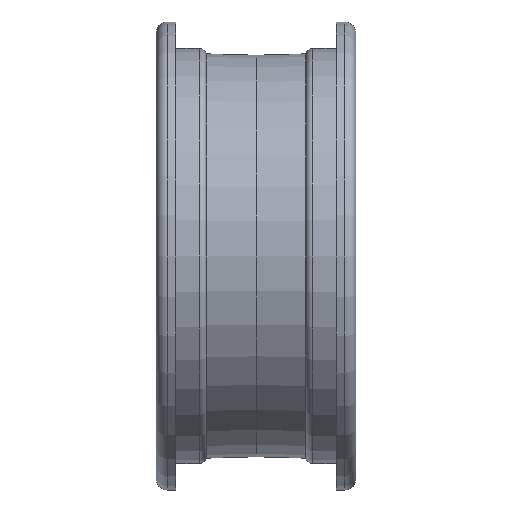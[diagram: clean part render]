
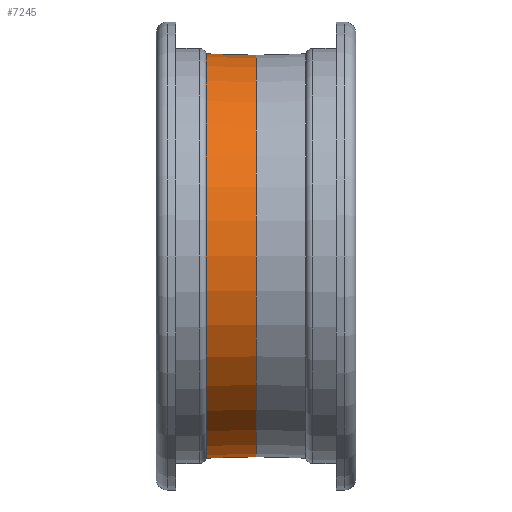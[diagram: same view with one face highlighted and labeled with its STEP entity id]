
A CAD part, front view. The second image highlights one B-rep face of the part: STEP entity #7245.
In plain terms, the highlighted conical face has half-angle 1.5 degrees and reference radius 45.72 mm.
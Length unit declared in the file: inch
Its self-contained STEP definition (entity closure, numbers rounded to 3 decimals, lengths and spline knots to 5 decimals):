
#210 = DIRECTION ( 'NONE',  ( 0., 0., 1. ) ) ;
#211 = DIRECTION ( 'NONE',  ( 1., 0., 0. ) ) ;
#212 = CARTESIAN_POINT ( 'NONE',  ( 0.44842, 0., 0. ) ) ;
#213 = AXIS2_PLACEMENT_3D ( 'NONE', #212, #211, #210 ) ;
#216 = DIRECTION ( 'NONE',  ( -1., 0., -0.026 ) ) ;
#217 = VECTOR ( 'NONE', #216, 39.37008 ) ;
#218 = CARTESIAN_POINT ( 'NONE',  ( 0.895, 0., -1.8 ) ) ;
#219 = DIRECTION ( 'NONE',  ( -1., 0., 0.026 ) ) ;
#220 = VECTOR ( 'NONE', #219, 39.37008 ) ;
#221 = CARTESIAN_POINT ( 'NONE',  ( 0.895, 0., 1.8 ) ) ;
#222 = LINE ( 'NONE', #221, #220 ) ;
#223 = CIRCLE ( 'NONE', #213, 1.81169 ) ;
#227 = LINE ( 'NONE', #218, #217 ) ;
#241 = CONICAL_SURFACE ( 'NONE', #263, 1.8, 0.026 ) ;
#242 = FACE_OUTER_BOUND ( 'NONE', #7246, .T. ) ;
#249 = CARTESIAN_POINT ( 'NONE',  ( 0.895, 0., -1.8 ) ) ;
#253 = CARTESIAN_POINT ( 'NONE',  ( 0.895, 0., 1.8 ) ) ;
#263 = AXIS2_PLACEMENT_3D ( 'NONE', #292, #291, #290 ) ;
#276 = DIRECTION ( 'NONE',  ( 0., 0., -1. ) ) ;
#277 = DIRECTION ( 'NONE',  ( 1., 0., 0. ) ) ;
#278 = CARTESIAN_POINT ( 'NONE',  ( 0.895, 0., 0. ) ) ;
#279 = AXIS2_PLACEMENT_3D ( 'NONE', #278, #277, #276 ) ;
#280 = CIRCLE ( 'NONE', #279, 1.8 ) ;
#290 = DIRECTION ( 'NONE',  ( 0., 0., -1. ) ) ;
#291 = DIRECTION ( 'NONE',  ( -1., 0., 0. ) ) ;
#292 = CARTESIAN_POINT ( 'NONE',  ( 0.895, 0., 0. ) ) ;
#6441 = VERTEX_POINT ( 'NONE', #15069 ) ;
#6505 = VERTEX_POINT ( 'NONE', #15176 ) ;
#7180 = ORIENTED_EDGE ( 'NONE', *, *, #7254, .F. ) ;
#7222 = ORIENTED_EDGE ( 'NONE', *, *, #7227, .T. ) ;
#7224 = EDGE_CURVE ( 'NONE', #7238, #6505, #222, .T. ) ;
#7225 = EDGE_CURVE ( 'NONE', #7239, #6441, #227, .T. ) ;
#7226 = ORIENTED_EDGE ( 'NONE', *, *, #7224, .T. ) ;
#7227 = EDGE_CURVE ( 'NONE', #6505, #6441, #223, .T. ) ;
#7238 = VERTEX_POINT ( 'NONE', #253 ) ;
#7239 = VERTEX_POINT ( 'NONE', #249 ) ;
#7244 = ORIENTED_EDGE ( 'NONE', *, *, #7225, .F. ) ;
#7245 = ADVANCED_FACE ( 'NONE', ( #242 ), #241, .T. ) ;
#7246 = EDGE_LOOP ( 'NONE', ( #7180, #7226, #7222, #7244 ) ) ;
#7254 = EDGE_CURVE ( 'NONE', #7238, #7239, #280, .T. ) ;
#15069 = CARTESIAN_POINT ( 'NONE',  ( 0.44842, 0., -1.81169 ) ) ;
#15176 = CARTESIAN_POINT ( 'NONE',  ( 0.44842, 0., 1.81169 ) ) ;
